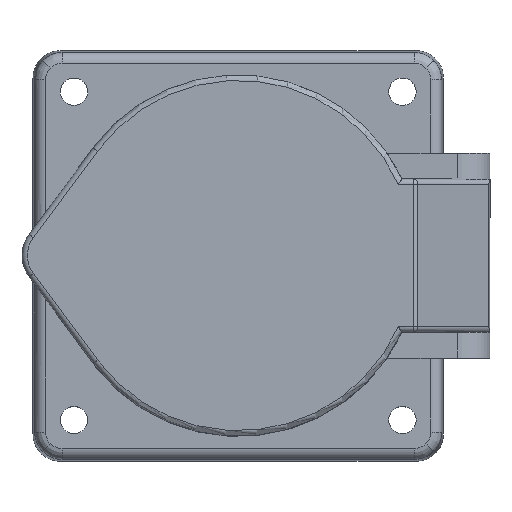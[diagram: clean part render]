
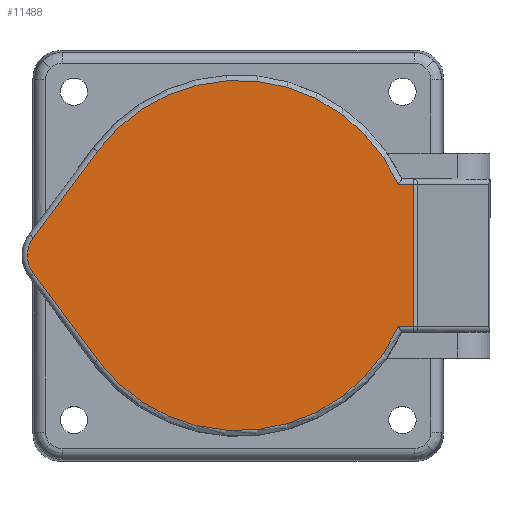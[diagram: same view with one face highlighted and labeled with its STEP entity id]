
A CAD part, top view. The second image highlights one B-rep face of the part: STEP entity #11488.
In plain terms, the highlighted planar face has unit normal (0, 0, 1).
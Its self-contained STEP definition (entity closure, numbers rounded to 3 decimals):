
#71 = CIRCLE ( 'NONE', #6637, 32. ) ;
#407 = DIRECTION ( 'NONE',  ( 1., 0., 0. ) ) ;
#752 = ORIENTED_EDGE ( 'NONE', *, *, #7864, .T. ) ;
#816 = ORIENTED_EDGE ( 'NONE', *, *, #8451, .T. ) ;
#1076 = DIRECTION ( 'NONE',  ( 1., 0., 0. ) ) ;
#1176 = VERTEX_POINT ( 'NONE', #12038 ) ;
#1532 = ORIENTED_EDGE ( 'NONE', *, *, #8214, .T. ) ;
#1594 = CARTESIAN_POINT ( 'NONE',  ( 29.24, -13., 8. ) ) ;
#1629 = CARTESIAN_POINT ( 'NONE',  ( 32.5, -13., 8. ) ) ;
#1639 = VECTOR ( 'NONE', #8177, 1000. ) ;
#1845 = FACE_OUTER_BOUND ( 'NONE', #11631, .T. ) ;
#1942 = ORIENTED_EDGE ( 'NONE', *, *, #8286, .T. ) ;
#2643 = AXIS2_PLACEMENT_3D ( 'NONE', #16198, #8684, #1076 ) ;
#2910 = DIRECTION ( 'NONE',  ( 0., 0., 1. ) ) ;
#3308 = ORIENTED_EDGE ( 'NONE', *, *, #7758, .T. ) ;
#3651 = PLANE ( 'NONE',  #6224 ) ;
#4020 = CARTESIAN_POINT ( 'NONE',  ( -25.697, 19.07, 8. ) ) ;
#4306 = CARTESIAN_POINT ( 'NONE',  ( -37.417, -3.278, 8. ) ) ;
#4352 = VERTEX_POINT ( 'NONE', #8665 ) ;
#5380 = LINE ( 'NONE', #5588, #1639 ) ;
#5393 = LINE ( 'NONE', #9492, #11836 ) ;
#5415 = VERTEX_POINT ( 'NONE', #11338 ) ;
#5588 = CARTESIAN_POINT ( 'NONE',  ( 31.998, 0., 8. ) ) ;
#5693 = CARTESIAN_POINT ( 'NONE',  ( 29.883, 13., 8. ) ) ;
#5936 = CARTESIAN_POINT ( 'NONE',  ( 0., 0., 8. ) ) ;
#6143 = CARTESIAN_POINT ( 'NONE',  ( 0., 0., 8. ) ) ;
#6224 = AXIS2_PLACEMENT_3D ( 'NONE', #6143, #15064, #7474 ) ;
#6637 = AXIS2_PLACEMENT_3D ( 'NONE', #5936, #14817, #7204 ) ;
#6985 = CIRCLE ( 'NONE', #8534, 5.5 ) ;
#7204 = DIRECTION ( 'NONE',  ( 1., 0., 0. ) ) ;
#7474 = DIRECTION ( 'NONE',  ( 1., 0., 0. ) ) ;
#7476 = ORIENTED_EDGE ( 'NONE', *, *, #7962, .T. ) ;
#7758 = EDGE_CURVE ( 'NONE', #14280, #14765, #8285, .T. ) ;
#7813 = EDGE_CURVE ( 'NONE', #14765, #14979, #6985, .T. ) ;
#7861 = DIRECTION ( 'NONE',  ( -0.596, -0.803, 0. ) ) ;
#7864 = EDGE_CURVE ( 'NONE', #14979, #10204, #5393, .T. ) ;
#7962 = EDGE_CURVE ( 'NONE', #10204, #12847, #71, .T. ) ;
#8119 = CARTESIAN_POINT ( 'NONE',  ( -25.697, -19.07, 8. ) ) ;
#8177 = DIRECTION ( 'NONE',  ( 0., 1., 0. ) ) ;
#8214 = EDGE_CURVE ( 'NONE', #12847, #4352, #9615, .T. ) ;
#8285 = LINE ( 'NONE', #4020, #11310 ) ;
#8286 = EDGE_CURVE ( 'NONE', #4352, #5415, #5380, .T. ) ;
#8328 = EDGE_CURVE ( 'NONE', #5415, #1176, #14336, .T. ) ;
#8451 = EDGE_CURVE ( 'NONE', #1176, #14280, #15680, .T. ) ;
#8534 = AXIS2_PLACEMENT_3D ( 'NONE', #10552, #2910, #11856 ) ;
#8665 = CARTESIAN_POINT ( 'NONE',  ( 31.998, -13., 8. ) ) ;
#8684 = DIRECTION ( 'NONE',  ( 0., 0., 1. ) ) ;
#8715 = ORIENTED_EDGE ( 'NONE', *, *, #8328, .T. ) ;
#9221 = VECTOR ( 'NONE', #407, 1000. ) ;
#9492 = CARTESIAN_POINT ( 'NONE',  ( -25.697, -19.07, 8. ) ) ;
#9615 = LINE ( 'NONE', #1629, #9221 ) ;
#10204 = VERTEX_POINT ( 'NONE', #8119 ) ;
#10294 = CARTESIAN_POINT ( 'NONE',  ( -37.417, 3.278, 8. ) ) ;
#10494 = ORIENTED_EDGE ( 'NONE', *, *, #7813, .T. ) ;
#10552 = CARTESIAN_POINT ( 'NONE',  ( -33., 0., 8. ) ) ;
#11016 = VECTOR ( 'NONE', #12153, 1000. ) ;
#11310 = VECTOR ( 'NONE', #7861, 1000. ) ;
#11338 = CARTESIAN_POINT ( 'NONE',  ( 31.998, 13., 8. ) ) ;
#11488 = ADVANCED_FACE ( 'NONE', ( #1845 ), #3651, .T. ) ;
#11631 = EDGE_LOOP ( 'NONE', ( #3308, #10494, #752, #7476, #1532, #1942, #8715, #816 ) ) ;
#11836 = VECTOR ( 'NONE', #14505, 1000. ) ;
#11856 = DIRECTION ( 'NONE',  ( 1., 0., 0. ) ) ;
#11907 = CARTESIAN_POINT ( 'NONE',  ( -25.697, 19.07, 8. ) ) ;
#12038 = CARTESIAN_POINT ( 'NONE',  ( 29.24, 13., 8. ) ) ;
#12153 = DIRECTION ( 'NONE',  ( -1., 0., 0. ) ) ;
#12847 = VERTEX_POINT ( 'NONE', #1594 ) ;
#14280 = VERTEX_POINT ( 'NONE', #11907 ) ;
#14336 = LINE ( 'NONE', #5693, #11016 ) ;
#14505 = DIRECTION ( 'NONE',  ( 0.596, -0.803, 0. ) ) ;
#14765 = VERTEX_POINT ( 'NONE', #10294 ) ;
#14817 = DIRECTION ( 'NONE',  ( 0., 0., 1. ) ) ;
#14979 = VERTEX_POINT ( 'NONE', #4306 ) ;
#15064 = DIRECTION ( 'NONE',  ( 0., 0., 1. ) ) ;
#15680 = CIRCLE ( 'NONE', #2643, 32. ) ;
#16198 = CARTESIAN_POINT ( 'NONE',  ( 0., 0., 8. ) ) ;
